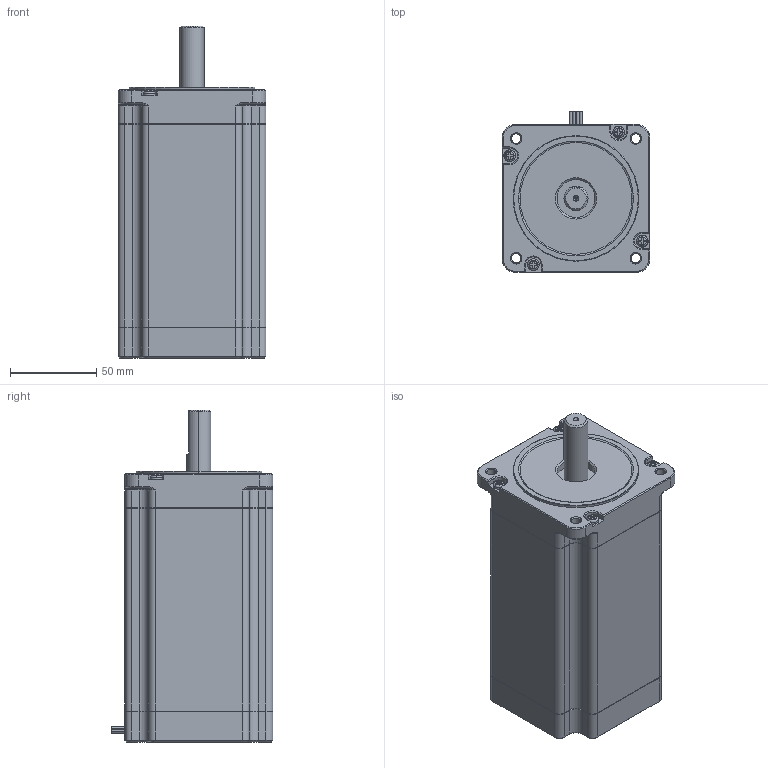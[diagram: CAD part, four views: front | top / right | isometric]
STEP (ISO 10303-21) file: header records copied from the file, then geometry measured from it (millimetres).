
FILE_DESCRIPTION(('Creo Elements/Direct Modeling STEP Export'),'2;1');
FILE_NAME('TS3684N123_119.stp','2014-07-07T 9:36:45',(''),(''),'Creo Elements/Direct Modeling STEP processor for AP203 (Solid Model)','Creo Elements/Direct Modeling 17.0F 20-Aug-2012 (C) Parametric Technology GmbH','');
FILE_SCHEMA(('CONFIG_CONTROL_DESIGN'));
Length unit declared in the file: millimetre
Products named in the file (1): Skin_Group1
Bounding box: 86 x 94 x 193 mm (x, y, z)
Volume: 1047675.4 mm3; surface area: 69127.4 mm2
Topology: 1 solids, 1 shells, 477 faces, 1179 edges, 720 vertices
Faces by surface type: plane 186, cylinder 147, cone 98, torus 30, sphere 8, bspline 8
Entity records: 14267 total; most frequent: CARTESIAN_POINT 2641, ORIENTED_EDGE 2334, DIRECTION 2329, EDGE_CURVE 1167, AXIS2_PLACEMENT_3D 850, VERTEX_POINT 720, VECTOR 629, LINE 629
